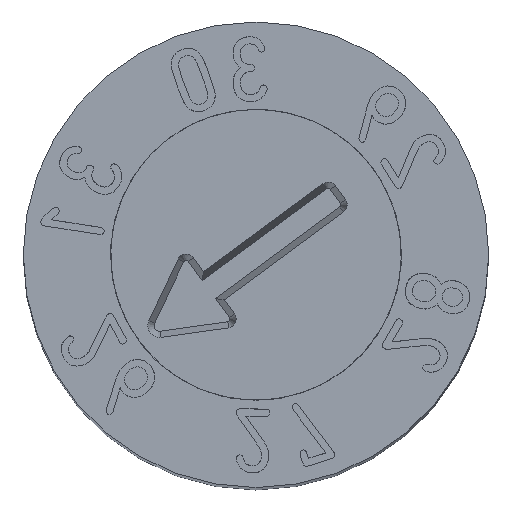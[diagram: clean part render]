
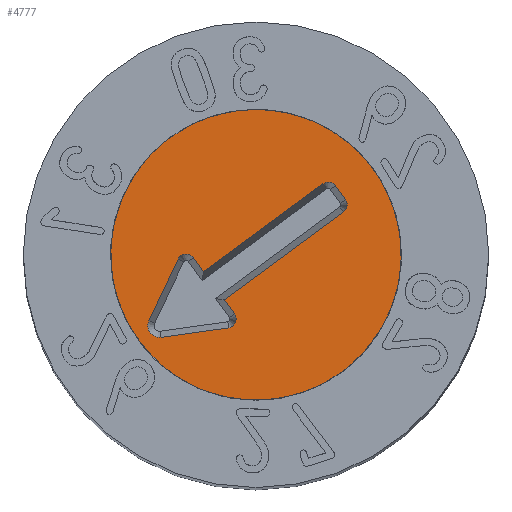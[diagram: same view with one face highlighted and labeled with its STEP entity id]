
A CAD part, top view. The second image highlights one B-rep face of the part: STEP entity #4777.
In plain terms, the highlighted planar face has unit normal (0, 0, 1).
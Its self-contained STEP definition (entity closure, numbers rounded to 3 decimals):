
#63=CIRCLE('',#4931,0.075);
#65=CIRCLE('',#4936,0.076);
#67=CIRCLE('',#4940,0.1);
#69=CIRCLE('',#4944,0.076);
#71=CIRCLE('',#4949,0.075);
#80=CIRCLE('',#4967,1.25);
#102=FACE_BOUND('',#1140,.T.);
#856=FACE_OUTER_BOUND('',#1139,.T.);
#1139=EDGE_LOOP('',(#4424));
#1140=EDGE_LOOP('',(#4425,#4426,#4427,#4428,#4429,#4430,#4431,#4432,#4433,
#4434,#4435,#4436));
#1461=LINE('',#9172,#1808);
#1464=LINE('',#9178,#1811);
#1468=LINE('',#9190,#1815);
#1472=LINE('',#9202,#1819);
#1476=LINE('',#9214,#1823);
#1479=LINE('',#9220,#1826);
#1483=LINE('',#9230,#1830);
#1808=VECTOR('',#5491,10.);
#1811=VECTOR('',#5496,10.);
#1815=VECTOR('',#5508,10.);
#1819=VECTOR('',#5520,10.);
#1823=VECTOR('',#5532,10.);
#1826=VECTOR('',#5537,10.);
#1830=VECTOR('',#5549,10.);
#2277=VERTEX_POINT('',#9163);
#2278=VERTEX_POINT('',#9165);
#2280=VERTEX_POINT('',#9171);
#2282=VERTEX_POINT('',#9177);
#2284=VERTEX_POINT('',#9183);
#2286=VERTEX_POINT('',#9189);
#2288=VERTEX_POINT('',#9195);
#2290=VERTEX_POINT('',#9201);
#2292=VERTEX_POINT('',#9207);
#2294=VERTEX_POINT('',#9213);
#2296=VERTEX_POINT('',#9219);
#2298=VERTEX_POINT('',#9225);
#2306=VERTEX_POINT('',#9257);
#2970=EDGE_CURVE('',#2278,#2277,#63,.T.);
#2973=EDGE_CURVE('',#2280,#2278,#1461,.T.);
#2976=EDGE_CURVE('',#2282,#2280,#1464,.T.);
#2979=EDGE_CURVE('',#2284,#2282,#65,.T.);
#2982=EDGE_CURVE('',#2286,#2284,#1468,.T.);
#2985=EDGE_CURVE('',#2288,#2286,#67,.T.);
#2988=EDGE_CURVE('',#2290,#2288,#1472,.T.);
#2991=EDGE_CURVE('',#2292,#2290,#69,.T.);
#2994=EDGE_CURVE('',#2294,#2292,#1476,.T.);
#2997=EDGE_CURVE('',#2296,#2294,#1479,.T.);
#3000=EDGE_CURVE('',#2298,#2296,#71,.T.);
#3003=EDGE_CURVE('',#2277,#2298,#1483,.T.);
#3015=EDGE_CURVE('',#2306,#2306,#80,.T.);
#4424=ORIENTED_EDGE('',*,*,#3015,.F.);
#4425=ORIENTED_EDGE('',*,*,#2970,.T.);
#4426=ORIENTED_EDGE('',*,*,#3003,.T.);
#4427=ORIENTED_EDGE('',*,*,#3000,.T.);
#4428=ORIENTED_EDGE('',*,*,#2997,.T.);
#4429=ORIENTED_EDGE('',*,*,#2994,.T.);
#4430=ORIENTED_EDGE('',*,*,#2991,.T.);
#4431=ORIENTED_EDGE('',*,*,#2988,.T.);
#4432=ORIENTED_EDGE('',*,*,#2985,.T.);
#4433=ORIENTED_EDGE('',*,*,#2982,.T.);
#4434=ORIENTED_EDGE('',*,*,#2979,.T.);
#4435=ORIENTED_EDGE('',*,*,#2976,.T.);
#4436=ORIENTED_EDGE('',*,*,#2973,.T.);
#4515=PLANE('',#4968);
#4777=ADVANCED_FACE('',(#856,#102),#4515,.F.);
#4931=AXIS2_PLACEMENT_3D('',#9166,#5485,#5486);
#4936=AXIS2_PLACEMENT_3D('',#9184,#5502,#5503);
#4940=AXIS2_PLACEMENT_3D('',#9196,#5514,#5515);
#4944=AXIS2_PLACEMENT_3D('',#9208,#5526,#5527);
#4949=AXIS2_PLACEMENT_3D('',#9226,#5543,#5544);
#4967=AXIS2_PLACEMENT_3D('',#9258,#5585,#5586);
#4968=AXIS2_PLACEMENT_3D('',#9260,#5588,#5589);
#5485=DIRECTION('center_axis',(0.,0.,-1.));
#5486=DIRECTION('ref_axis',(0.,-1.,0.));
#5491=DIRECTION('',(0.,1.,0.));
#5496=DIRECTION('',(1.,0.,0.));
#5502=DIRECTION('center_axis',(0.,0.,-1.));
#5503=DIRECTION('ref_axis',(0.,-1.,0.));
#5508=DIRECTION('',(-0.476,0.88,0.));
#5514=DIRECTION('center_axis',(0.,0.,-1.));
#5515=DIRECTION('ref_axis',(0.88,0.476,0.));
#5520=DIRECTION('',(-0.476,-0.88,0.));
#5526=DIRECTION('center_axis',(0.,0.,-1.));
#5527=DIRECTION('ref_axis',(-0.88,0.476,0.));
#5532=DIRECTION('',(1.,0.,0.));
#5537=DIRECTION('',(0.,-1.,0.));
#5543=DIRECTION('center_axis',(0.,0.,-1.));
#5544=DIRECTION('ref_axis',(-1.,0.,0.));
#5549=DIRECTION('',(1.,0.,0.));
#5585=DIRECTION('center_axis',(0.,0.,-1.));
#5586=DIRECTION('ref_axis',(-1.,0.,0.));
#5588=DIRECTION('center_axis',(0.,0.,-1.));
#5589=DIRECTION('ref_axis',(-1.,0.,0.));
#9163=CARTESIAN_POINT('',(-0.075,0.9,2.3));
#9165=CARTESIAN_POINT('',(-0.15,0.825,2.3));
#9166=CARTESIAN_POINT('Origin',(-0.075,0.825,2.3));
#9171=CARTESIAN_POINT('',(-0.15,-0.45,2.3));
#9172=CARTESIAN_POINT('',(-0.15,0.413,2.3));
#9177=CARTESIAN_POINT('',(-0.3,-0.45,2.3));
#9178=CARTESIAN_POINT('',(-0.075,-0.45,2.3));
#9183=CARTESIAN_POINT('',(-0.367,-0.562,2.3));
#9184=CARTESIAN_POINT('Origin',(-0.3,-0.526,2.3));
#9189=CARTESIAN_POINT('',(-0.088,-1.077,2.3));
#9190=CARTESIAN_POINT('',(-0.443,-0.421,2.3));
#9195=CARTESIAN_POINT('',(0.088,-1.077,2.3));
#9196=CARTESIAN_POINT('Origin',(0.,-1.03,
2.3));
#9201=CARTESIAN_POINT('',(0.367,-0.562,2.3));
#9202=CARTESIAN_POINT('',(0.303,-0.679,2.3));
#9207=CARTESIAN_POINT('',(0.3,-0.45,2.3));
#9208=CARTESIAN_POINT('Origin',(0.3,-0.526,2.3));
#9213=CARTESIAN_POINT('',(0.15,-0.45,2.3));
#9214=CARTESIAN_POINT('',(0.15,-0.45,2.3));
#9219=CARTESIAN_POINT('',(0.15,0.825,2.3));
#9220=CARTESIAN_POINT('',(0.15,-0.225,2.3));
#9225=CARTESIAN_POINT('',(0.075,0.9,2.3));
#9226=CARTESIAN_POINT('Origin',(0.075,0.825,2.3));
#9230=CARTESIAN_POINT('',(0.,0.9,2.3));
#9257=CARTESIAN_POINT('',(1.25,0.,2.3));
#9258=CARTESIAN_POINT('Origin',(0.,0.,2.3));
#9260=CARTESIAN_POINT('Origin',(0.,0.,2.3));
